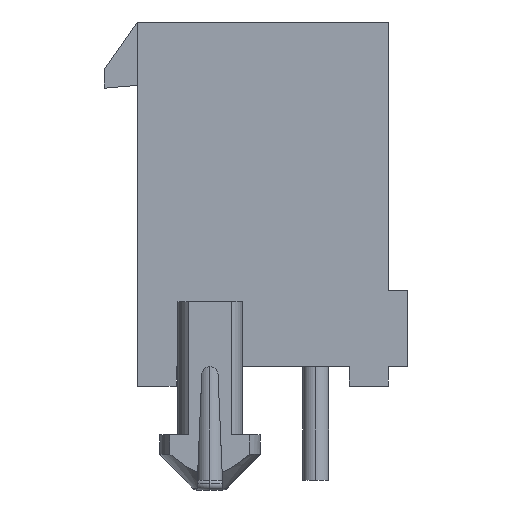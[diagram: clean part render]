
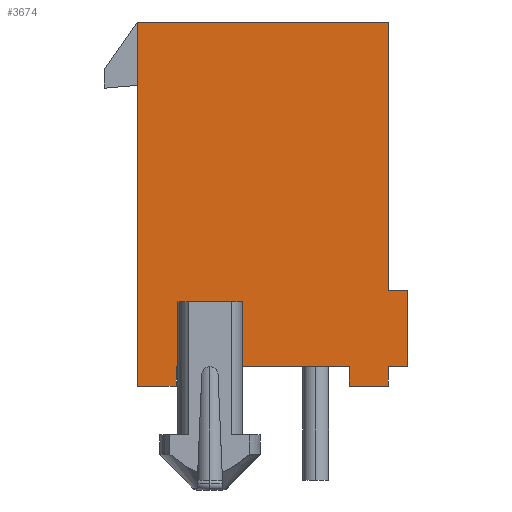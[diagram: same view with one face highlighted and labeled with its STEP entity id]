
A CAD part, left-side view. The second image highlights one B-rep face of the part: STEP entity #3674.
In plain terms, the highlighted planar face has unit normal (-1, 0, 0).
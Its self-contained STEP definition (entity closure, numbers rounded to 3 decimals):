
#3539=CARTESIAN_POINT('',(-17.336,-6.46,14.962));
#3540=DIRECTION('',(1.0,0.0,0.0));
#3541=DIRECTION('',(0.0,0.0,-1.0));
#3542=AXIS2_PLACEMENT_3D('',#3539,#3540,#3541);
#3543=PLANE('',#3542);
#3544=CARTESIAN_POINT('',(-17.336,1.054,0.762));
#3545=VERTEX_POINT('',#3544);
#3546=CARTESIAN_POINT('',(-17.336,1.054,3.302));
#3547=VERTEX_POINT('',#3546);
#3548=CARTESIAN_POINT('',(-17.336,1.054,0.762));
#3549=DIRECTION('',(0.0,0.0,1.0));
#3550=VECTOR('',#3549,2.54);
#3551=LINE('',#3548,#3550);
#3552=EDGE_CURVE('',#3545,#3547,#3551,.T.);
#3553=ORIENTED_EDGE('',*,*,#3552,.F.);
#3554=CARTESIAN_POINT('',(-17.336,-3.645,0.762));
#3555=VERTEX_POINT('',#3554);
#3556=CARTESIAN_POINT('',(-17.336,-3.645,0.762));
#3557=DIRECTION('',(0.0,1.0,0.0));
#3558=VECTOR('',#3557,4.699);
#3559=LINE('',#3556,#3558);
#3560=EDGE_CURVE('',#3555,#3545,#3559,.T.);
#3561=ORIENTED_EDGE('',*,*,#3560,.F.);
#3562=CARTESIAN_POINT('',(-17.336,-3.645,0.0));
#3563=VERTEX_POINT('',#3562);
#3564=CARTESIAN_POINT('',(-17.336,-3.645,0.762));
#3565=DIRECTION('',(0.0,0.0,-1.0));
#3566=VECTOR('',#3565,0.762);
#3567=LINE('',#3564,#3566);
#3568=EDGE_CURVE('',#3555,#3563,#3567,.T.);
#3569=ORIENTED_EDGE('',*,*,#3568,.T.);
#3570=CARTESIAN_POINT('',(-17.336,-5.169,0.0));
#3571=VERTEX_POINT('',#3570);
#3572=CARTESIAN_POINT('',(-17.336,-5.169,0.0));
#3573=DIRECTION('',(0.0,1.0,0.0));
#3574=VECTOR('',#3573,1.524);
#3575=LINE('',#3572,#3574);
#3576=EDGE_CURVE('',#3571,#3563,#3575,.T.);
#3577=ORIENTED_EDGE('',*,*,#3576,.F.);
#3578=CARTESIAN_POINT('',(-17.336,-5.169,0.762));
#3579=VERTEX_POINT('',#3578);
#3580=CARTESIAN_POINT('',(-17.336,-5.169,0.0));
#3581=DIRECTION('',(0.0,0.0,1.0));
#3582=VECTOR('',#3581,0.762);
#3583=LINE('',#3580,#3582);
#3584=EDGE_CURVE('',#3571,#3579,#3583,.T.);
#3585=ORIENTED_EDGE('',*,*,#3584,.T.);
#3586=CARTESIAN_POINT('',(-17.336,-5.931,0.762));
#3587=VERTEX_POINT('',#3586);
#3588=CARTESIAN_POINT('',(-17.336,-5.169,0.762));
#3589=DIRECTION('',(0.0,-1.0,0.0));
#3590=VECTOR('',#3589,0.762);
#3591=LINE('',#3588,#3590);
#3592=EDGE_CURVE('',#3579,#3587,#3591,.T.);
#3593=ORIENTED_EDGE('',*,*,#3592,.T.);
#3594=CARTESIAN_POINT('',(-17.336,-5.931,3.759));
#3595=VERTEX_POINT('',#3594);
#3596=CARTESIAN_POINT('',(-17.336,-5.931,0.762));
#3597=DIRECTION('',(0.0,0.0,1.0));
#3598=VECTOR('',#3597,2.997);
#3599=LINE('',#3596,#3598);
#3600=EDGE_CURVE('',#3587,#3595,#3599,.T.);
#3601=ORIENTED_EDGE('',*,*,#3600,.T.);
#3602=CARTESIAN_POINT('',(-17.336,-5.169,3.759));
#3603=VERTEX_POINT('',#3602);
#3604=CARTESIAN_POINT('',(-17.336,-5.931,3.759));
#3605=DIRECTION('',(0.0,1.0,0.0));
#3606=VECTOR('',#3605,0.762);
#3607=LINE('',#3604,#3606);
#3608=EDGE_CURVE('',#3595,#3603,#3607,.T.);
#3609=ORIENTED_EDGE('',*,*,#3608,.T.);
#3610=CARTESIAN_POINT('',(-17.336,-5.169,14.249));
#3611=VERTEX_POINT('',#3610);
#3612=CARTESIAN_POINT('',(-17.336,-5.169,3.759));
#3613=DIRECTION('',(0.0,0.0,1.0));
#3614=VECTOR('',#3613,10.49);
#3615=LINE('',#3612,#3614);
#3616=EDGE_CURVE('',#3603,#3611,#3615,.T.);
#3617=ORIENTED_EDGE('',*,*,#3616,.T.);
#3618=CARTESIAN_POINT('',(-17.336,4.661,14.249));
#3619=VERTEX_POINT('',#3618);
#3620=CARTESIAN_POINT('',(-17.336,4.661,14.249));
#3621=DIRECTION('',(0.0,-1.0,0.0));
#3622=VECTOR('',#3621,9.83);
#3623=LINE('',#3620,#3622);
#3624=EDGE_CURVE('',#3619,#3611,#3623,.T.);
#3625=ORIENTED_EDGE('',*,*,#3624,.F.);
#3626=CARTESIAN_POINT('',(-17.336,4.661,0.0));
#3627=VERTEX_POINT('',#3626);
#3628=CARTESIAN_POINT('',(-17.336,4.661,0.0));
#3629=DIRECTION('',(0.0,0.0,1.0));
#3630=VECTOR('',#3629,14.249);
#3631=LINE('',#3628,#3630);
#3632=EDGE_CURVE('',#3627,#3619,#3631,.T.);
#3633=ORIENTED_EDGE('',*,*,#3632,.F.);
#3634=CARTESIAN_POINT('',(-17.336,3.137,0.0));
#3635=VERTEX_POINT('',#3634);
#3636=CARTESIAN_POINT('',(-17.336,3.137,0.0));
#3637=DIRECTION('',(0.0,1.0,0.0));
#3638=VECTOR('',#3637,1.524);
#3639=LINE('',#3636,#3638);
#3640=EDGE_CURVE('',#3635,#3627,#3639,.T.);
#3641=ORIENTED_EDGE('',*,*,#3640,.F.);
#3642=CARTESIAN_POINT('',(-17.336,3.137,0.762));
#3643=VERTEX_POINT('',#3642);
#3644=CARTESIAN_POINT('',(-17.336,3.137,0.762));
#3645=DIRECTION('',(0.0,0.0,-1.0));
#3646=VECTOR('',#3645,0.762);
#3647=LINE('',#3644,#3646);
#3648=EDGE_CURVE('',#3643,#3635,#3647,.T.);
#3649=ORIENTED_EDGE('',*,*,#3648,.F.);
#3650=CARTESIAN_POINT('',(-17.336,2.578,0.762));
#3651=VERTEX_POINT('',#3650);
#3652=CARTESIAN_POINT('',(-17.336,2.578,0.762));
#3653=DIRECTION('',(0.0,1.0,0.0));
#3654=VECTOR('',#3653,0.559);
#3655=LINE('',#3652,#3654);
#3656=EDGE_CURVE('',#3651,#3643,#3655,.T.);
#3657=ORIENTED_EDGE('',*,*,#3656,.F.);
#3658=CARTESIAN_POINT('',(-17.336,2.578,3.302));
#3659=VERTEX_POINT('',#3658);
#3660=CARTESIAN_POINT('',(-17.336,2.578,0.762));
#3661=DIRECTION('',(0.0,0.0,1.0));
#3662=VECTOR('',#3661,2.54);
#3663=LINE('',#3660,#3662);
#3664=EDGE_CURVE('',#3651,#3659,#3663,.T.);
#3665=ORIENTED_EDGE('',*,*,#3664,.T.);
#3666=CARTESIAN_POINT('',(-17.336,1.054,3.302));
#3667=DIRECTION('',(0.0,1.0,0.0));
#3668=VECTOR('',#3667,1.524);
#3669=LINE('',#3666,#3668);
#3670=EDGE_CURVE('',#3547,#3659,#3669,.T.);
#3671=ORIENTED_EDGE('',*,*,#3670,.F.);
#3672=EDGE_LOOP('',(#3553,#3561,#3569,#3577,#3585,#3593,#3601,#3609,#3617,#3625,#3633,#3641,#3649,#3657,#3665,#3671));
#3673=FACE_OUTER_BOUND('',#3672,.T.);
#3674=ADVANCED_FACE('',(#3673),#3543,.F.);
